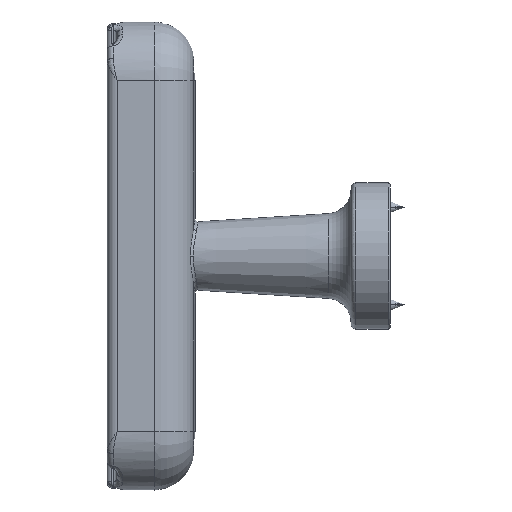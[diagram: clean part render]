
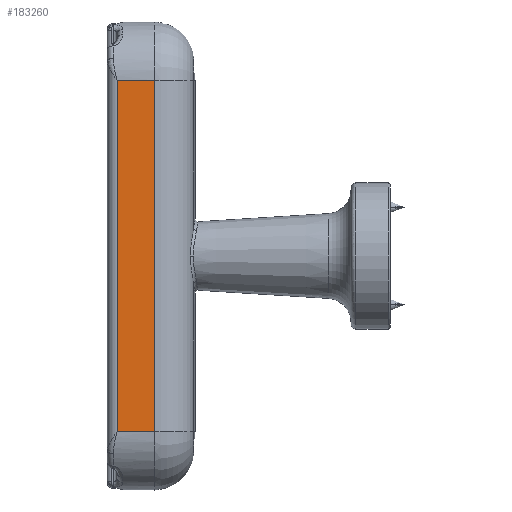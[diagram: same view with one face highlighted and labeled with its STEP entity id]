
A CAD part, left-side view. The second image highlights one B-rep face of the part: STEP entity #183260.
In plain terms, the highlighted planar face has unit normal (-1, 0, 0).
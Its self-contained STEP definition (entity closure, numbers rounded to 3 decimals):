
#4310=CARTESIAN_POINT('',(0.,8.,-204.));
#4320=VERTEX_POINT('',#4310);
#4350=CARTESIAN_POINT('',(0.,-1.2,-204.));
#4360=DIRECTION('',(0.,1.,0.));
#4370=VECTOR('',#4360,1.);
#4380=LINE('',#4350,#4370);
#4390=CARTESIAN_POINT('',(0.,4.125,-204.));
#4400=VERTEX_POINT('',#4390);
#4410=EDGE_CURVE('',#4400,#4320,#4380,.T.);
#69720=CARTESIAN_POINT('',(0.,8.,-168.));
#69730=VERTEX_POINT('',#69720);
#77340=CARTESIAN_POINT('',(0.,4.125,-168.))
;
#77350=VERTEX_POINT('',#77340);
#160340=CARTESIAN_POINT('',(0.,4.125,-194.
));
#160350=DIRECTION('',(0.,0.,1.));
#160360=VECTOR('',#160350,1.);
#160370=LINE('',#160340,#160360);
#160380=EDGE_CURVE('',#4400,#77350,#160370,.T.);
#160490=CARTESIAN_POINT('',(0.,-1.2,-168.));
#160500=DIRECTION('',(0.,1.,0.));
#160510=VECTOR('',#160500,1.);
#160520=LINE('',#160490,#160510);
#160530=EDGE_CURVE('',#77350,#69730,#160520,.T.);
#183100=CARTESIAN_POINT('',(0.,2.25,10.));
#183110=DIRECTION('',(-1.,0.,0.));
#183120=DIRECTION('',(0.,1.,0.));
#183130=AXIS2_PLACEMENT_3D('',#183100,#183110,#183120);
#183140=PLANE('',#183130);
#183150=ORIENTED_EDGE('',*,*,#160530,.T.);
#183160=ORIENTED_EDGE('',*,*,#160380,.T.);
#183170=ORIENTED_EDGE('',*,*,#4410,.F.);
#183180=CARTESIAN_POINT('',(0.,8.,10.));
#183190=DIRECTION('',(0.,0.,1.));
#183200=VECTOR('',#183190,1.);
#183210=LINE('',#183180,#183200);
#183220=EDGE_CURVE('',#4320,#69730,#183210,.T.);
#183230=ORIENTED_EDGE('',*,*,#183220,.F.);
#183240=EDGE_LOOP('',(#183230,#183170,#183160,#183150));
#183250=FACE_OUTER_BOUND('',#183240,.T.);
#183260=ADVANCED_FACE('',(#183250),#183140,.T.);
